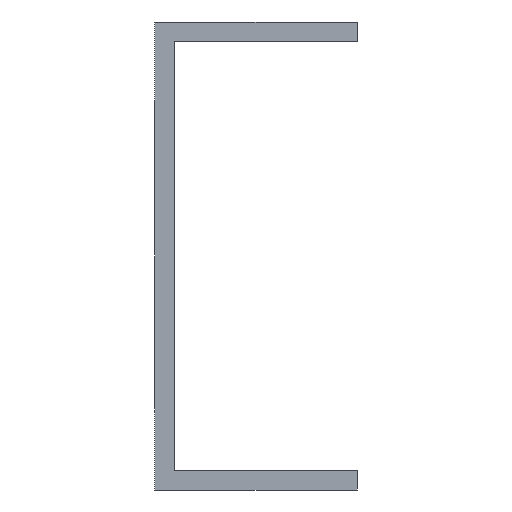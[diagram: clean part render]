
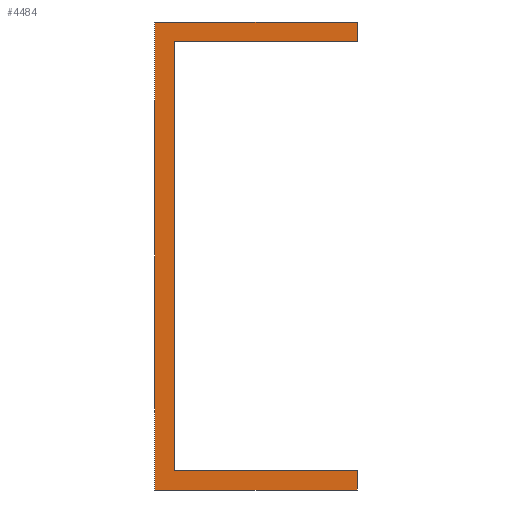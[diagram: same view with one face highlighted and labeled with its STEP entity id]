
A CAD part, front view. The second image highlights one B-rep face of the part: STEP entity #4484.
In plain terms, the highlighted planar face has unit normal (0, -1, 0).
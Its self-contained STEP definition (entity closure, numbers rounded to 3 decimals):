
#128 = DIRECTION ( 'NONE',  ( 0., 0., 1. ) ) ;
#228 = VERTEX_POINT ( 'NONE', #8067 ) ;
#894 = ORIENTED_EDGE ( 'NONE', *, *, #5021, .F. ) ;
#933 = VECTOR ( 'NONE', #12451, 1000. ) ;
#1153 = EDGE_CURVE ( 'NONE', #3455, #12907, #8086, .T. ) ;
#1156 = CARTESIAN_POINT ( 'NONE',  ( 26., 0., -30. ) ) ;
#1263 = LINE ( 'NONE', #5411, #8925 ) ;
#1407 = LINE ( 'NONE', #1667, #10709 ) ;
#1512 = CARTESIAN_POINT ( 'NONE',  ( 2.5, 0., -27.5 ) ) ;
#1602 = AXIS2_PLACEMENT_3D ( 'NONE', #2940, #12314, #6074 ) ;
#1667 = CARTESIAN_POINT ( 'NONE',  ( 0., 0., -30. ) ) ;
#2223 = VECTOR ( 'NONE', #6276, 1000. ) ;
#2557 = VECTOR ( 'NONE', #6052, 1000. ) ;
#2658 = ORIENTED_EDGE ( 'NONE', *, *, #12194, .T. ) ;
#2802 = VERTEX_POINT ( 'NONE', #4904 ) ;
#2940 = CARTESIAN_POINT ( 'NONE',  ( 2.5, 0., -27.5 ) ) ;
#3165 = EDGE_LOOP ( 'NONE', ( #13410, #2658, #5760, #11315, #894, #9513, #12287, #9843 ) ) ;
#3455 = VERTEX_POINT ( 'NONE', #9085 ) ;
#3966 = EDGE_CURVE ( 'NONE', #7848, #3455, #11340, .T. ) ;
#4262 = CARTESIAN_POINT ( 'NONE',  ( 0., 0., -27.5 ) ) ;
#4295 = CARTESIAN_POINT ( 'NONE',  ( 26., 0., 30. ) ) ;
#4484 = ADVANCED_FACE ( 'NONE', ( #10213 ), #5032, .T. ) ;
#4904 = CARTESIAN_POINT ( 'NONE',  ( 0., 0., -30. ) ) ;
#4984 = VECTOR ( 'NONE', #11577, 1000. ) ;
#5021 = EDGE_CURVE ( 'NONE', #228, #7678, #7761, .T. ) ;
#5032 = PLANE ( 'NONE',  #1602 ) ;
#5411 = CARTESIAN_POINT ( 'NONE',  ( 2.5, 0., 30. ) ) ;
#5736 = VERTEX_POINT ( 'NONE', #9519 ) ;
#5760 = ORIENTED_EDGE ( 'NONE', *, *, #11763, .T. ) ;
#6052 = DIRECTION ( 'NONE',  ( 0., 0., 1. ) ) ;
#6058 = EDGE_CURVE ( 'NONE', #7848, #2802, #1407, .T. ) ;
#6074 = DIRECTION ( 'NONE',  ( -1., 0., 0. ) ) ;
#6276 = DIRECTION ( 'NONE',  ( 1., 0., 0. ) ) ;
#7071 = CARTESIAN_POINT ( 'NONE',  ( 26., 0., 27.5 ) ) ;
#7112 = VECTOR ( 'NONE', #10918, 1000. ) ;
#7146 = CARTESIAN_POINT ( 'NONE',  ( 2.5, 0., 27.5 ) ) ;
#7656 = CARTESIAN_POINT ( 'NONE',  ( 26., 0., -30. ) ) ;
#7678 = VERTEX_POINT ( 'NONE', #4295 ) ;
#7741 = CARTESIAN_POINT ( 'NONE',  ( 0., 0., 27.5 ) ) ;
#7761 = LINE ( 'NONE', #11546, #2223 ) ;
#7785 = LINE ( 'NONE', #7741, #7112 ) ;
#7848 = VERTEX_POINT ( 'NONE', #7656 ) ;
#8067 = CARTESIAN_POINT ( 'NONE',  ( 0., 0., 30. ) ) ;
#8086 = LINE ( 'NONE', #4262, #4984 ) ;
#8204 = VERTEX_POINT ( 'NONE', #7146 ) ;
#8226 = VECTOR ( 'NONE', #128, 1000. ) ;
#8925 = VECTOR ( 'NONE', #9510, 1000. ) ;
#8945 = DIRECTION ( 'NONE',  ( -1., 0., 0. ) ) ;
#9085 = CARTESIAN_POINT ( 'NONE',  ( 26., 0., -27.5 ) ) ;
#9293 = EDGE_CURVE ( 'NONE', #5736, #7678, #12663, .T. ) ;
#9510 = DIRECTION ( 'NONE',  ( 0., 0., 1. ) ) ;
#9513 = ORIENTED_EDGE ( 'NONE', *, *, #12638, .F. ) ;
#9519 = CARTESIAN_POINT ( 'NONE',  ( 26., 0., 27.5 ) ) ;
#9843 = ORIENTED_EDGE ( 'NONE', *, *, #3966, .T. ) ;
#10213 = FACE_OUTER_BOUND ( 'NONE', #3165, .T. ) ;
#10383 = CARTESIAN_POINT ( 'NONE',  ( 0., 0., 30. ) ) ;
#10709 = VECTOR ( 'NONE', #8945, 1000. ) ;
#10918 = DIRECTION ( 'NONE',  ( 1., 0., 0. ) ) ;
#11315 = ORIENTED_EDGE ( 'NONE', *, *, #9293, .T. ) ;
#11340 = LINE ( 'NONE', #1156, #8226 ) ;
#11546 = CARTESIAN_POINT ( 'NONE',  ( 0., 0., 30. ) ) ;
#11577 = DIRECTION ( 'NONE',  ( -1., 0., 0. ) ) ;
#11763 = EDGE_CURVE ( 'NONE', #8204, #5736, #7785, .T. ) ;
#11996 = LINE ( 'NONE', #10383, #933 ) ;
#12194 = EDGE_CURVE ( 'NONE', #12907, #8204, #1263, .T. ) ;
#12287 = ORIENTED_EDGE ( 'NONE', *, *, #6058, .F. ) ;
#12314 = DIRECTION ( 'NONE',  ( 0., -1., 0. ) ) ;
#12451 = DIRECTION ( 'NONE',  ( 0., 0., 1. ) ) ;
#12638 = EDGE_CURVE ( 'NONE', #2802, #228, #11996, .T. ) ;
#12663 = LINE ( 'NONE', #7071, #2557 ) ;
#12907 = VERTEX_POINT ( 'NONE', #1512 ) ;
#13410 = ORIENTED_EDGE ( 'NONE', *, *, #1153, .T. ) ;
